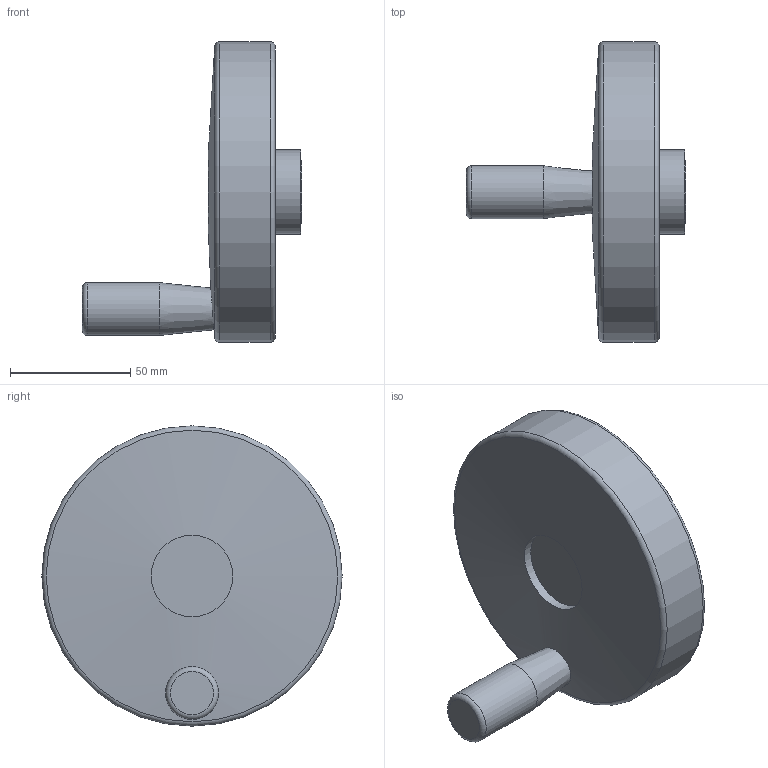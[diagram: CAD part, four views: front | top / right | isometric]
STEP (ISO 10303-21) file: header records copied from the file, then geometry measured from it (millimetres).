
FILE_DESCRIPTION(/* description */ (''),/* implementation_level */ '2;1');
FILE_NAME(/* name */ 'EDH125R.dxf',/* time_stamp */ '2012-11-23T15:40:06+08:00',/* author */ (''),/* organization */ (''),/* preprocessor_version */ 'ST-DEVELOPER v9',/* originating_system */ 'UGS - NX 4.0',/* authorisation */ '');
FILE_SCHEMA (('CONFIG_CONTROL_DESIGN'));
Length unit declared in the file: millimetre
Products named in the file (1): AdmiCA28xjxl
Bounding box: 91.25 x 125 x 125 mm (x, y, z)
Volume: 166397.8 mm3; surface area: 51384.4 mm2
Topology: 1 solids, 1 shells, 52 faces, 122 edges, 78 vertices
Faces by surface type: cylinder 35, plane 10, cone 3, torus 3, sphere 1
Full cylindrical faces by diameter (mm): 3.5 x1, 10 x1, 12 x1, 22 x2, 26 x1, 34 x1, 35 x1, 125 x1
Entity records: 1539 total; most frequent: CARTESIAN_POINT 316, DIRECTION 255, ORIENTED_EDGE 204, AXIS2_PLACEMENT_3D 114, EDGE_CURVE 102, EDGE_LOOP 75, VERTEX_POINT 75, CIRCLE 61
